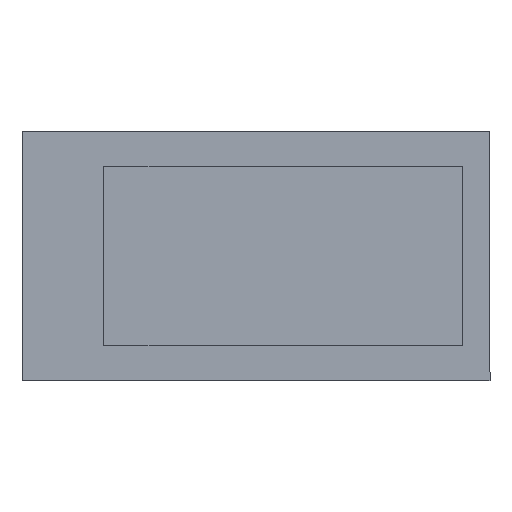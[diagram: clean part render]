
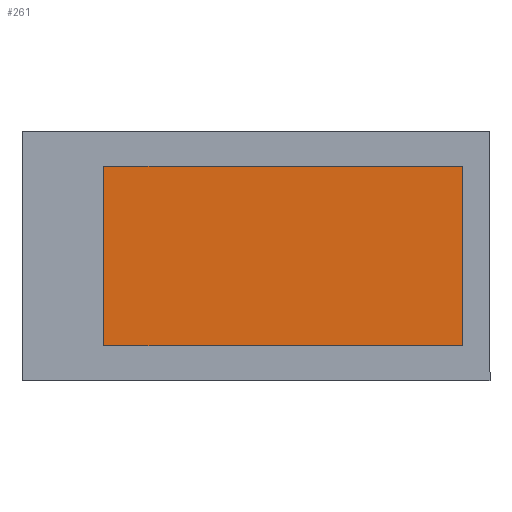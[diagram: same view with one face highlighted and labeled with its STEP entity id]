
A CAD part, top view. The second image highlights one B-rep face of the part: STEP entity #261.
In plain terms, the highlighted planar face has unit normal (0, 0, 1).
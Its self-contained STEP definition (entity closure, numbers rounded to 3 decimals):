
#74 = VERTEX_POINT ( 'NONE', #672 ) ;
#145 = CARTESIAN_POINT ( 'NONE',  ( -1.15, -0.575, 0. ) ) ;
#261 = ADVANCED_FACE ( 'NONE', ( #920 ), #584, .T. ) ;
#287 = EDGE_CURVE ( 'NONE', #74, #348, #486, .T. ) ;
#292 = LINE ( 'NONE', #835, #1002 ) ;
#336 = DIRECTION ( 'NONE',  ( -1., 0., 0. ) ) ;
#341 = LINE ( 'NONE', #1272, #703 ) ;
#348 = VERTEX_POINT ( 'NONE', #1352 ) ;
#427 = CARTESIAN_POINT ( 'NONE',  ( -1.15, 0.575, 0. ) ) ;
#433 = VECTOR ( 'NONE', #700, 1000. ) ;
#441 = AXIS2_PLACEMENT_3D ( 'NONE', #590, #1333, #812 ) ;
#466 = EDGE_CURVE ( 'NONE', #1302, #74, #292, .T. ) ;
#479 = DIRECTION ( 'NONE',  ( 1., 0., 0. ) ) ;
#486 = LINE ( 'NONE', #145, #1371 ) ;
#584 = PLANE ( 'NONE',  #441 ) ;
#590 = CARTESIAN_POINT ( 'NONE',  ( -0.175, 0., 0. ) ) ;
#660 = EDGE_CURVE ( 'NONE', #1281, #1302, #341, .T. ) ;
#672 = CARTESIAN_POINT ( 'NONE',  ( -1.15, -0.575, 0. ) ) ;
#700 = DIRECTION ( 'NONE',  ( 0., 1., 0. ) ) ;
#703 = VECTOR ( 'NONE', #336, 1000. ) ;
#730 = DIRECTION ( 'NONE',  ( 0., -1., 0. ) ) ;
#733 = ORIENTED_EDGE ( 'NONE', *, *, #660, .T. ) ;
#772 = EDGE_CURVE ( 'NONE', #348, #1281, #1164, .T. ) ;
#812 = DIRECTION ( 'NONE',  ( 0., 1., 0. ) ) ;
#835 = CARTESIAN_POINT ( 'NONE',  ( -1.15, -0.575, 0. ) ) ;
#850 = CARTESIAN_POINT ( 'NONE',  ( 1.15, 0.575, 0. ) ) ;
#920 = FACE_OUTER_BOUND ( 'NONE', #980, .T. ) ;
#980 = EDGE_LOOP ( 'NONE', ( #1279, #1288, #733, #1035 ) ) ;
#1002 = VECTOR ( 'NONE', #730, 1000. ) ;
#1035 = ORIENTED_EDGE ( 'NONE', *, *, #466, .T. ) ;
#1133 = CARTESIAN_POINT ( 'NONE',  ( 1.15, -0.575, 0. ) ) ;
#1164 = LINE ( 'NONE', #1133, #433 ) ;
#1272 = CARTESIAN_POINT ( 'NONE',  ( -1.15, 0.575, 0. ) ) ;
#1279 = ORIENTED_EDGE ( 'NONE', *, *, #287, .T. ) ;
#1281 = VERTEX_POINT ( 'NONE', #850 ) ;
#1288 = ORIENTED_EDGE ( 'NONE', *, *, #772, .T. ) ;
#1302 = VERTEX_POINT ( 'NONE', #427 ) ;
#1333 = DIRECTION ( 'NONE',  ( 0., 0., 1. ) ) ;
#1352 = CARTESIAN_POINT ( 'NONE',  ( 1.15, -0.575, 0. ) ) ;
#1371 = VECTOR ( 'NONE', #479, 1000. ) ;
